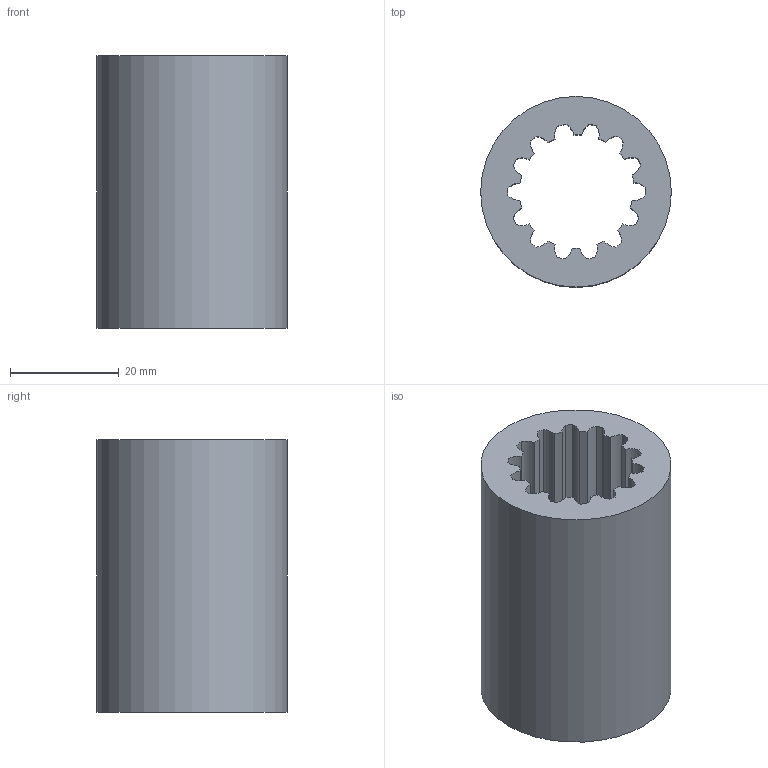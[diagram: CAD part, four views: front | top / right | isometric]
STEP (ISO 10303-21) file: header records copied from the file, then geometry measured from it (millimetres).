
FILE_DESCRIPTION(/* description */ (''),/* implementation_level */ '2;1');
FILE_NAME(/* name */ 'top motor shaft v1.step',/* time_stamp */ '2023-12-15T19:05:12+05:30',/* author */ (''),/* organization */ (''),/* preprocessor_version */ 'ST-DEVELOPER v20',/* originating_system */ 'Autodesk Translation Framework v12.14.0.127',/* authorisation */ '');
FILE_SCHEMA (('AUTOMOTIVE_DESIGN { 1 0 10303 214 3 1 1 }'));
Length unit declared in the file: millimetre
Products named in the file (1): top motor shaft
Bounding box: 35 x 35 x 50 mm (x, y, z)
Volume: 26926.4 mm3; surface area: 11988.3 mm2
Topology: 1 solids, 1 shells, 59 faces, 171 edges, 114 vertices
Faces by surface type: cylinder 57, plane 2
Full cylindrical faces by diameter (mm): 35 x1
Entity records: 2063 total; most frequent: DIRECTION 405, CARTESIAN_POINT 345, ORIENTED_EDGE 342, AXIS2_PLACEMENT_3D 174, EDGE_CURVE 171, CIRCLE 114, VERTEX_POINT 114, EDGE_LOOP 61
